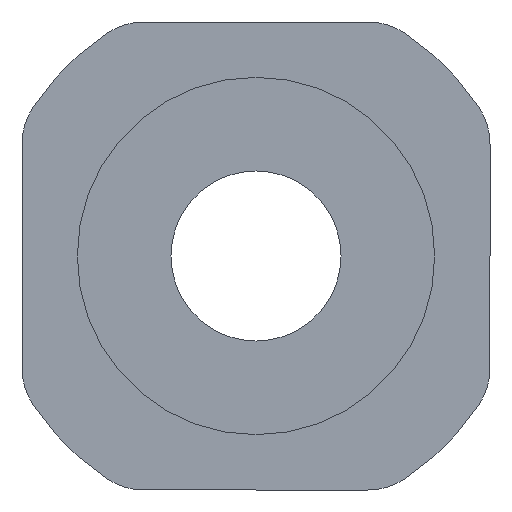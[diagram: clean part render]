
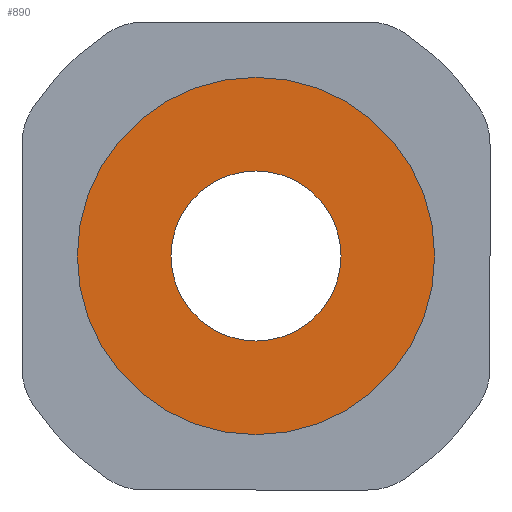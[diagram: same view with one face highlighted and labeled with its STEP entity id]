
A CAD part, front view. The second image highlights one B-rep face of the part: STEP entity #890.
In plain terms, the highlighted planar face has unit normal (0, -1, 0).
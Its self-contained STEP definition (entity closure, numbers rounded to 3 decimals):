
#2 = ORIENTED_EDGE ( 'NONE', *, *, #129, .T. ) ;
#5 = ORIENTED_EDGE ( 'NONE', *, *, #143, .T. ) ;
#7 = ORIENTED_EDGE ( 'NONE', *, *, #139, .F. ) ;
#8 = ORIENTED_EDGE ( 'NONE', *, *, #115, .F. ) ;
#38 = AXIS2_PLACEMENT_3D ( 'NONE', #828, #827, #826 ) ;
#44 = AXIS2_PLACEMENT_3D ( 'NONE', #535, #536, #537 ) ;
#51 = AXIS2_PLACEMENT_3D ( 'NONE', #564, #565, #566 ) ;
#53 = AXIS2_PLACEMENT_3D ( 'NONE', #573, #574, #575 ) ;
#84 = AXIS2_PLACEMENT_3D ( 'NONE', #724, #723, #728 ) ;
#115 = EDGE_CURVE ( 'NONE', #199, #187, #387, .T. ) ;
#129 = EDGE_CURVE ( 'NONE', #277, #276, #422, .T. ) ;
#139 = EDGE_CURVE ( 'NONE', #187, #199, #431, .T. ) ;
#143 = EDGE_CURVE ( 'NONE', #276, #277, #441, .T. ) ;
#170 = EDGE_LOOP ( 'NONE', ( #5, #2 ) ) ;
#187 = VERTEX_POINT ( 'NONE', #633 ) ;
#199 = VERTEX_POINT ( 'NONE', #647 ) ;
#260 = EDGE_LOOP ( 'NONE', ( #8, #7 ) ) ;
#276 = VERTEX_POINT ( 'NONE', #652 ) ;
#277 = VERTEX_POINT ( 'NONE', #653 ) ;
#387 = CIRCLE ( 'NONE', #38, 10. ) ;
#422 = CIRCLE ( 'NONE', #44, 21. ) ;
#431 = CIRCLE ( 'NONE', #51, 10. ) ;
#441 = CIRCLE ( 'NONE', #53, 21. ) ;
#486 = FACE_OUTER_BOUND ( 'NONE', #170, .T. ) ;
#501 = FACE_BOUND ( 'NONE', #260, .T. ) ;
#535 = CARTESIAN_POINT ( 'NONE',  ( 0., 0., 0. ) ) ;
#536 = DIRECTION ( 'NONE',  ( 0., -1., 0. ) ) ;
#537 = DIRECTION ( 'NONE',  ( 0., 0., -1. ) ) ;
#564 = CARTESIAN_POINT ( 'NONE',  ( 0., 0., 0. ) ) ;
#565 = DIRECTION ( 'NONE',  ( 0., -1., 0. ) ) ;
#566 = DIRECTION ( 'NONE',  ( 0., 0., -1. ) ) ;
#573 = CARTESIAN_POINT ( 'NONE',  ( 0., 0., 0. ) ) ;
#574 = DIRECTION ( 'NONE',  ( 0., -1., 0. ) ) ;
#575 = DIRECTION ( 'NONE',  ( 0., 0., -1. ) ) ;
#633 = CARTESIAN_POINT ( 'NONE',  ( 0., 0., 10. ) ) ;
#647 = CARTESIAN_POINT ( 'NONE',  ( 0., 0., -10. ) ) ;
#652 = CARTESIAN_POINT ( 'NONE',  ( 0., 0., -21. ) ) ;
#653 = CARTESIAN_POINT ( 'NONE',  ( 0., 0., 21. ) ) ;
#723 = DIRECTION ( 'NONE',  ( 0., -1., 0. ) ) ;
#724 = CARTESIAN_POINT ( 'NONE',  ( 10., 0., 0. ) ) ;
#726 = PLANE ( 'NONE',  #84 ) ;
#728 = DIRECTION ( 'NONE',  ( 0., 0., -1. ) ) ;
#826 = DIRECTION ( 'NONE',  ( 0., 0., -1. ) ) ;
#827 = DIRECTION ( 'NONE',  ( 0., -1., 0. ) ) ;
#828 = CARTESIAN_POINT ( 'NONE',  ( 0., 0., 0. ) ) ;
#890 = ADVANCED_FACE ( 'NONE', ( #486, #501 ), #726, .T. ) ;
